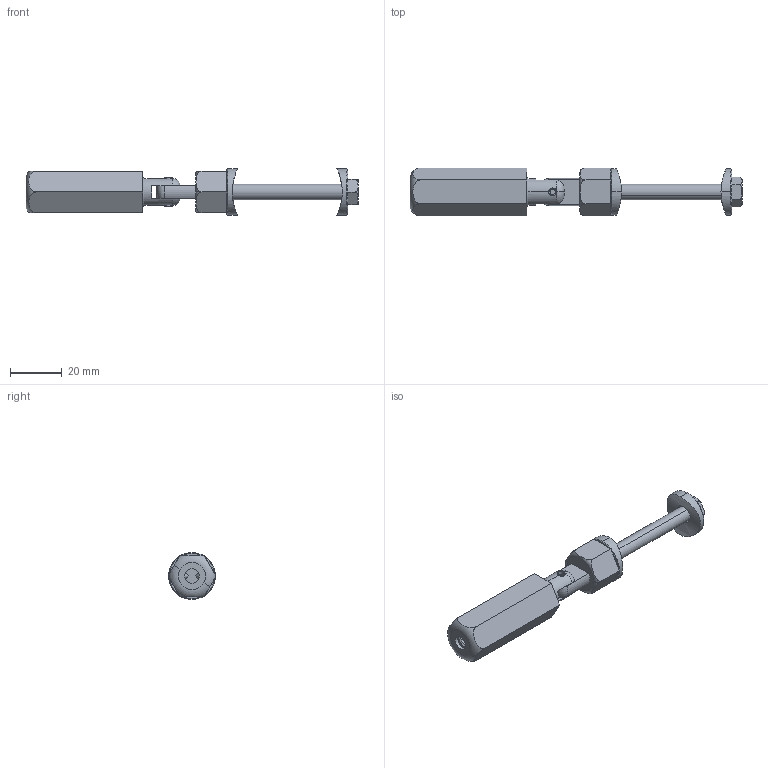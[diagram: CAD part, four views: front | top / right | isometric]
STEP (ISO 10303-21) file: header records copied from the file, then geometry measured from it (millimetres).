
FILE_DESCRIPTION (( 'STEP AP203' ), '1' );
FILE_NAME ('100054005.step', '2017-06-09T09:34:57', ( '' ), ( '' ), 'SwSTEP 2.0', 'SolidWorks 2015', '' );
FILE_SCHEMA (( 'CONFIG_CONTROL_DESIGN' ));
Length unit declared in the file: millimetre
Products named in the file (9): 10005400X Teil4_100054005 Teil4; 10005400X Teil3_100054004 Teil3; 10005400X Teil7_100054005 Teil7; 10005400X Teil2_100054005 Teil2; 10005400X Teil6_100054005 Teil6; 10005400X Teil5_100054005 Teil5; 100054005; 10005400X Teil1_100054005 Teil1; 10005400X Teil8_100054005 Teil8
Assembly tree (11 placements, depth 2):
  100054005
    10005400X Teil2_100054005 Teil2
    10005400X Teil7_100054005 Teil7  x3
    10005400X Teil1_100054005 Teil1
    10005400X Teil3_100054004 Teil3
    10005400X Teil4_100054005 Teil4
    10005400X Teil8_100054005 Teil8
    10005400X Teil6_100054005 Teil6  x2
    10005400X Teil5_100054005 Teil5
Bounding box: 128.12 x 18.48 x 18 mm (x, y, z)
Volume: 15059.7 mm3; surface area: 11414.4 mm2
Topology: 11 solids, 11 shells, 389 faces, 978 edges, 632 vertices
Faces by surface type: plane 177, bspline 109, cylinder 52, cone 38, torus 13
Entity records: 19589 total; most frequent: CARTESIAN_POINT 10794, ORIENTED_EDGE 1788, DIRECTION 1235, EDGE_CURVE 894, VERTEX_POINT 584, LINE 491, VECTOR 491, EDGE_LOOP 398
